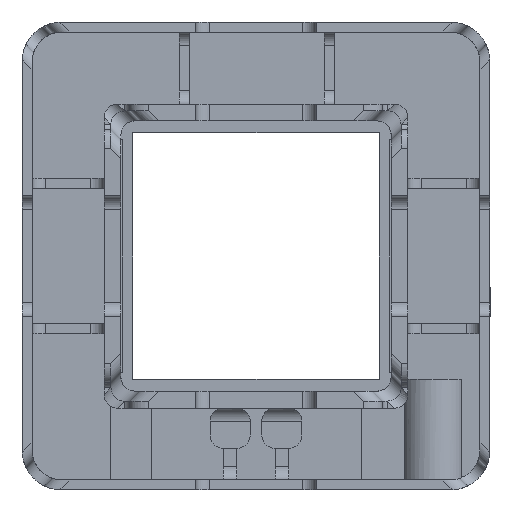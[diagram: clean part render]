
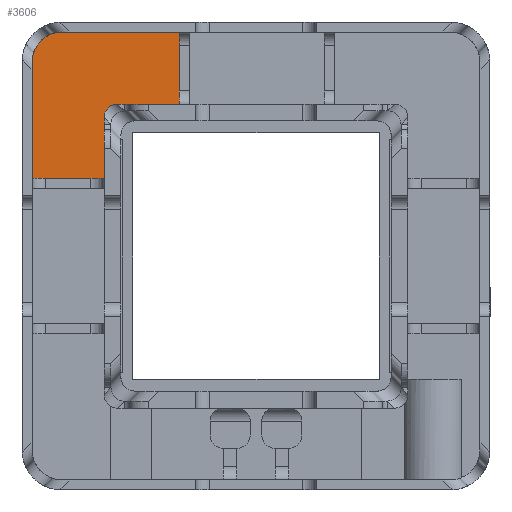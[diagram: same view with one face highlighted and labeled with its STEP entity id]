
A CAD part, front view. The second image highlights one B-rep face of the part: STEP entity #3606.
In plain terms, the highlighted planar face has unit normal (0, -1, 0).
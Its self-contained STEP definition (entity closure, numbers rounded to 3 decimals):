
#178 = VERTEX_POINT ( 'NONE', #19983 ) ;
#265 = VERTEX_POINT ( 'NONE', #19896 ) ;
#275 = VERTEX_POINT ( 'NONE', #19885 ) ;
#281 = VERTEX_POINT ( 'NONE', #19911 ) ;
#283 = VERTEX_POINT ( 'NONE', #19921 ) ;
#1922 = LINE ( 'NONE', #4601, #1925 ) ;
#1925 = VECTOR ( 'NONE', #4603, 1000. ) ;
#2015 = CIRCLE ( 'NONE', #5344, 2. ) ;
#3606 = ADVANCED_FACE ( 'NONE', ( #32690 ), #8380, .T. ) ;
#4601 = CARTESIAN_POINT ( 'NONE',  ( -11.483, 30.5, 22.7 ) ) ;
#4603 = DIRECTION ( 'NONE',  ( -1., 0., 0. ) ) ;
#4884 = AXIS2_PLACEMENT_3D ( 'NONE', #8371, #8382, #8383 ) ;
#4906 = CARTESIAN_POINT ( 'NONE',  ( -20.7, 30.5, 20.7 ) ) ;
#4908 = DIRECTION ( 'NONE',  ( 0., 1., 0. ) ) ;
#4909 = DIRECTION ( 'NONE',  ( 0., 0., -1. ) ) ;
#5344 = AXIS2_PLACEMENT_3D ( 'NONE', #4906, #4908, #4909 ) ;
#5413 = AXIS2_PLACEMENT_3D ( 'NONE', #7393, #7394, #7395 ) ;
#5968 = LINE ( 'NONE', #7381, #5973 ) ;
#5970 = LINE ( 'NONE', #7392, #5980 ) ;
#5972 = LINE ( 'NONE', #7386, #5975 ) ;
#5973 = VECTOR ( 'NONE', #7385, 1000. ) ;
#5974 = LINE ( 'NONE', #7388, #5977 ) ;
#5975 = VECTOR ( 'NONE', #7387, 1000. ) ;
#5976 = CIRCLE ( 'NONE', #5413, 4.5 ) ;
#5977 = VECTOR ( 'NONE', #7389, 1000. ) ;
#5979 = LINE ( 'NONE', #7396, #5982 ) ;
#5980 = VECTOR ( 'NONE', #7384, 1000. ) ;
#5982 = VECTOR ( 'NONE', #7397, 1000. ) ;
#7381 = CARTESIAN_POINT ( 'NONE',  ( -22.7, 30.5, 19.7 ) ) ;
#7384 = DIRECTION ( 'NONE',  ( 0., 0., 1. ) ) ;
#7385 = DIRECTION ( 'NONE',  ( 0., 0., -1. ) ) ;
#7386 = CARTESIAN_POINT ( 'NONE',  ( -11.483, 30.5, -70.538 ) ) ;
#7387 = DIRECTION ( 'NONE',  ( 0., 0., 1. ) ) ;
#7388 = CARTESIAN_POINT ( 'NONE',  ( 0., 30.5, 33.5 ) ) ;
#7389 = DIRECTION ( 'NONE',  ( 1., 0., 0. ) ) ;
#7392 = CARTESIAN_POINT ( 'NONE',  ( -33.5, 30.5, 0. ) ) ;
#7393 = CARTESIAN_POINT ( 'NONE',  ( -29., 30.5, 29. ) ) ;
#7394 = DIRECTION ( 'NONE',  ( 0., 1., 0. ) ) ;
#7395 = DIRECTION ( 'NONE',  ( 0., 0., -1. ) ) ;
#7396 = CARTESIAN_POINT ( 'NONE',  ( 70.538, 30.5, 11.604 ) ) ;
#7397 = DIRECTION ( 'NONE',  ( -1., 0., 0. ) ) ;
#8371 = CARTESIAN_POINT ( 'NONE',  ( 0., 30.5, 0. ) ) ;
#8380 = PLANE ( 'NONE',  #4884 ) ;
#8382 = DIRECTION ( 'NONE',  ( 0., -1., 0. ) ) ;
#8383 = DIRECTION ( 'NONE',  ( 0., 0., -1. ) ) ;
#9611 = EDGE_CURVE ( 'NONE', #178, #19627, #1922, .T. ) ;
#9718 = EDGE_CURVE ( 'NONE', #19628, #19627, #2015, .T. ) ;
#10183 = CARTESIAN_POINT ( 'NONE',  ( -33.5, 30.5, 11.604 ) ) ;
#11261 = CARTESIAN_POINT ( 'NONE',  ( -20.7, 30.5, 22.7 ) ) ;
#11262 = CARTESIAN_POINT ( 'NONE',  ( -22.7, 30.5, 20.7 ) ) ;
#11607 = EDGE_CURVE ( 'NONE', #19628, #275, #5968, .T. ) ;
#11610 = EDGE_CURVE ( 'NONE', #178, #281, #5972, .T. ) ;
#11611 = EDGE_CURVE ( 'NONE', #265, #281, #5974, .T. ) ;
#11613 = EDGE_CURVE ( 'NONE', #283, #265, #5976, .T. ) ;
#11616 = EDGE_CURVE ( 'NONE', #18238, #283, #5970, .T. ) ;
#11618 = EDGE_CURVE ( 'NONE', #275, #18238, #5979, .T. ) ;
#18238 = VERTEX_POINT ( 'NONE', #10183 ) ;
#18377 = ORIENTED_EDGE ( 'NONE', *, *, #9611, .F. ) ;
#19352 = EDGE_LOOP ( 'NONE', ( #22533, #22532, #18377, #22529, #22527, #22399, #22398, #22397 ) ) ;
#19627 = VERTEX_POINT ( 'NONE', #11261 ) ;
#19628 = VERTEX_POINT ( 'NONE', #11262 ) ;
#19885 = CARTESIAN_POINT ( 'NONE',  ( -22.7, 30.5, 11.604 ) ) ;
#19896 = CARTESIAN_POINT ( 'NONE',  ( -29., 30.5, 33.5 ) ) ;
#19911 = CARTESIAN_POINT ( 'NONE',  ( -11.483, 30.5, 33.5 ) ) ;
#19921 = CARTESIAN_POINT ( 'NONE',  ( -33.5, 30.5, 29. ) ) ;
#19983 = CARTESIAN_POINT ( 'NONE',  ( -11.483, 30.5, 22.7 ) ) ;
#22397 = ORIENTED_EDGE ( 'NONE', *, *, #11618, .F. ) ;
#22398 = ORIENTED_EDGE ( 'NONE', *, *, #11616, .F. ) ;
#22399 = ORIENTED_EDGE ( 'NONE', *, *, #11613, .F. ) ;
#22527 = ORIENTED_EDGE ( 'NONE', *, *, #11611, .F. ) ;
#22529 = ORIENTED_EDGE ( 'NONE', *, *, #11610, .T. ) ;
#22532 = ORIENTED_EDGE ( 'NONE', *, *, #9718, .T. ) ;
#22533 = ORIENTED_EDGE ( 'NONE', *, *, #11607, .F. ) ;
#32690 = FACE_OUTER_BOUND ( 'NONE', #19352, .T. ) ;
